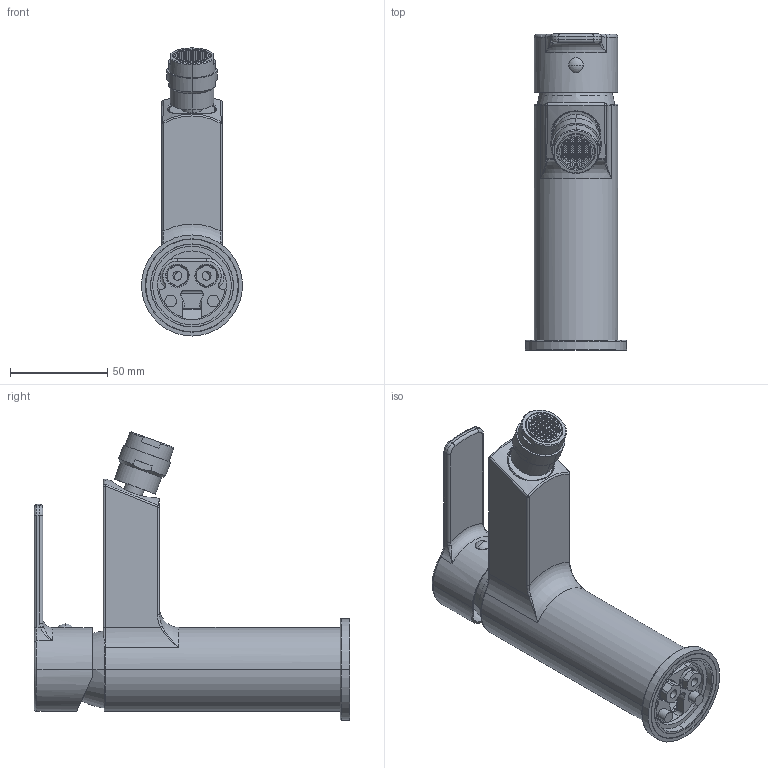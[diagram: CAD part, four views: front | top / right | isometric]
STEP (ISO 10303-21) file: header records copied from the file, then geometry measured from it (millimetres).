
FILE_DESCRIPTION((''),'2;1');
FILE_NAME('WS131CR','2021-05-04T13:51:49',('ut3'),('PAFFONI SpA'),'CREO PARAMETRIC BY PTC INC, 2020044','CREO PARAMETRIC BY PTC INC, 2020044','');
FILE_SCHEMA(('CONFIG_CONTROL_DESIGN','SHAPE_APPEARANCE_LAYERS_GROUPS'));
Length unit declared in the file: millimetre
Products named in the file (1): WS131CR
Bounding box: 52 x 162.55 x 148.19 mm (x, y, z)
Volume: 176488 mm3; surface area: 106693.8 mm2
Topology: 3 solids, 3 shells, 3482 faces, 9890 edges, 6417 vertices
Faces by surface type: plane 2447, cylinder 567, cone 185, torus 131, bspline 103, sphere 45, extrusion 4
Entity records: 139817 total; most frequent: CARTESIAN_POINT 31929, ORIENTED_EDGE 19756, DIRECTION 19019, EDGE_CURVE 9878, VERTEX_POINT 6417, VECTOR 6389, LINE 6385, AXIS2_PLACEMENT_3D 6315
